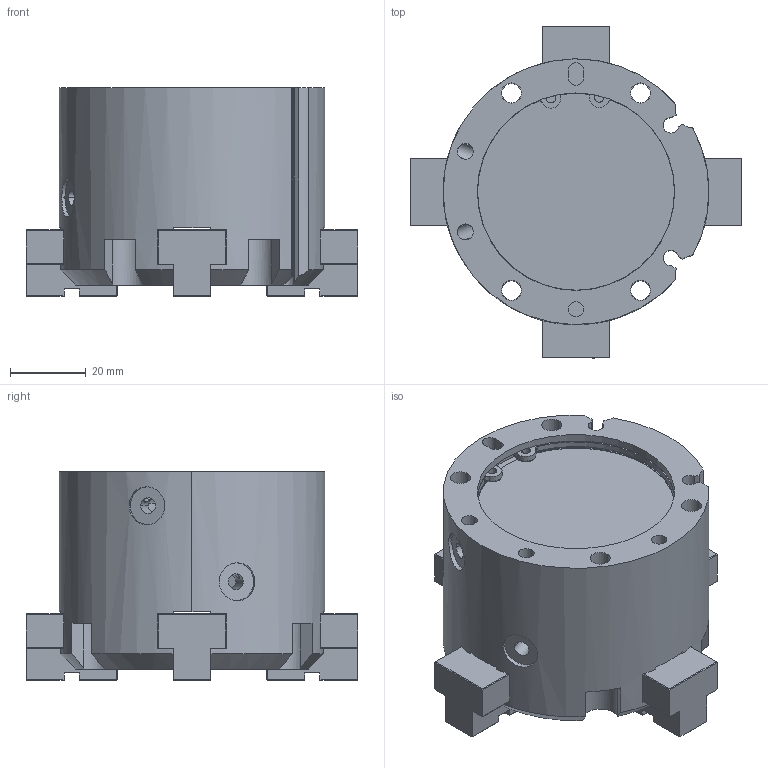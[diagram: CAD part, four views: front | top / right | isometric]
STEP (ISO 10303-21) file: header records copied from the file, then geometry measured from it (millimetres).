
FILE_DESCRIPTION (( 'STEP AP203' ), '1' );
FILE_NAME ('GC504.STEP', '2019-09-20T02:49:35', ( 'user' ), ( '' ), 'SwSTEP 2.0', 'SolidWorks 2014', '' );
FILE_SCHEMA (( 'CONFIG_CONTROL_DESIGN' ));
Length unit declared in the file: millimetre
Products named in the file (1): GC504
Bounding box: 87.43 x 87.43 x 55 mm (x, y, z)
Surface area: 39478.8 mm2 (no closed solid volume)
Topology: 0 solids, 13 shells, 373 faces, 1236 edges, 862 vertices
Faces by surface type: plane 230, cylinder 98, cone 30, bspline 11, torus 4
Entity records: 14358 total; most frequent: CARTESIAN_POINT 3734, DIRECTION 2128, ORIENTED_EDGE 2035, EDGE_CURVE 1236, VECTOR 878, LINE 878, VERTEX_POINT 862, AXIS2_PLACEMENT_3D 625
